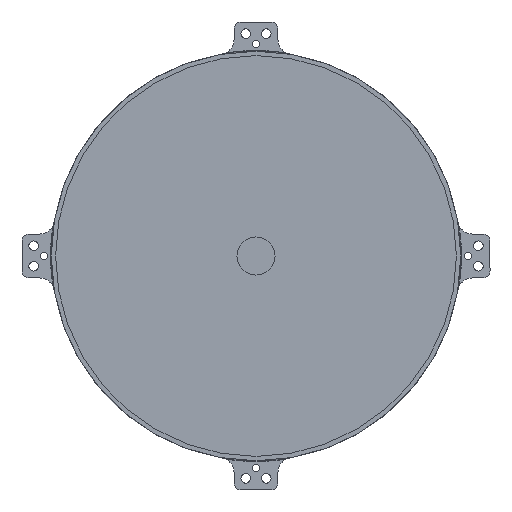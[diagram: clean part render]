
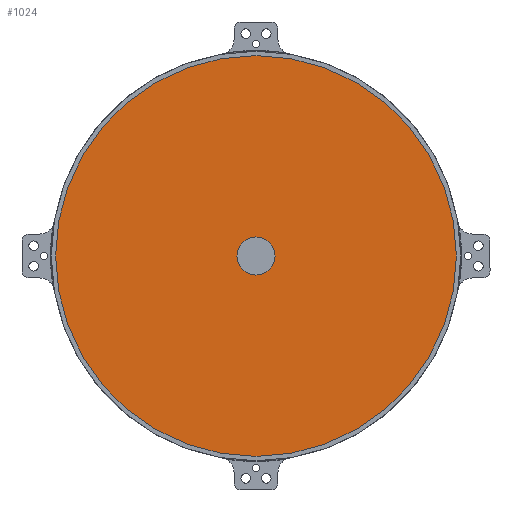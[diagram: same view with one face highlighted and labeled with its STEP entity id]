
A CAD part, front view. The second image highlights one B-rep face of the part: STEP entity #1024.
In plain terms, the highlighted planar face has unit normal (0, -1, 0).
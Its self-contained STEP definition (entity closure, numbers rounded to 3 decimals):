
#121 = VERTEX_POINT ( 'NONE', #374 ) ;
#222 = PLANE ( 'NONE',  #869 ) ;
#226 = EDGE_CURVE ( 'NONE', #1565, #2463, #2538, .T. ) ;
#236 = AXIS2_PLACEMENT_3D ( 'NONE', #1817, #781, #1277 ) ;
#301 = EDGE_CURVE ( 'NONE', #2463, #1565, #661, .T. ) ;
#330 = DIRECTION ( 'NONE',  ( 0., 0., 1. ) ) ;
#374 = CARTESIAN_POINT ( 'NONE',  ( 0., 0.5, -137. ) ) ;
#539 = ORIENTED_EDGE ( 'NONE', *, *, #301, .F. ) ;
#661 = CIRCLE ( 'NONE', #236, 13. ) ;
#745 = DIRECTION ( 'NONE',  ( 0., 0., 1. ) ) ;
#761 = EDGE_CURVE ( 'NONE', #2754, #121, #2545, .T. ) ;
#764 = AXIS2_PLACEMENT_3D ( 'NONE', #1465, #3219, #745 ) ;
#781 = DIRECTION ( 'NONE',  ( 0., -1., 0. ) ) ;
#838 = CARTESIAN_POINT ( 'NONE',  ( 0., 0.5, 0. ) ) ;
#846 = EDGE_LOOP ( 'NONE', ( #2009, #1004 ) ) ;
#869 = AXIS2_PLACEMENT_3D ( 'NONE', #1689, #2264, #1481 ) ;
#950 = CARTESIAN_POINT ( 'NONE',  ( 0., 0.5, 13. ) ) ;
#1004 = ORIENTED_EDGE ( 'NONE', *, *, #3226, .F. ) ;
#1024 = ADVANCED_FACE ( 'NONE', ( #2467, #2705 ), #222, .F. ) ;
#1135 = CARTESIAN_POINT ( 'NONE',  ( 0., 0.5, 137. ) ) ;
#1277 = DIRECTION ( 'NONE',  ( 0., 0., 1. ) ) ;
#1289 = DIRECTION ( 'NONE',  ( 0., 1., 0. ) ) ;
#1465 = CARTESIAN_POINT ( 'NONE',  ( 0., 0.5, 0. ) ) ;
#1481 = DIRECTION ( 'NONE',  ( 0., 0., 1. ) ) ;
#1565 = VERTEX_POINT ( 'NONE', #2021 ) ;
#1689 = CARTESIAN_POINT ( 'NONE',  ( 0., 0.5, 0. ) ) ;
#1693 = AXIS2_PLACEMENT_3D ( 'NONE', #838, #1289, #330 ) ;
#1817 = CARTESIAN_POINT ( 'NONE',  ( 0., 0.5, 0. ) ) ;
#2009 = ORIENTED_EDGE ( 'NONE', *, *, #761, .F. ) ;
#2021 = CARTESIAN_POINT ( 'NONE',  ( 0., 0.5, -13. ) ) ;
#2264 = DIRECTION ( 'NONE',  ( 0., 1., 0. ) ) ;
#2377 = DIRECTION ( 'NONE',  ( 0., 0., 1. ) ) ;
#2404 = ORIENTED_EDGE ( 'NONE', *, *, #226, .F. ) ;
#2413 = CARTESIAN_POINT ( 'NONE',  ( 0., 0.5, 0. ) ) ;
#2430 = DIRECTION ( 'NONE',  ( 0., 1., 0. ) ) ;
#2463 = VERTEX_POINT ( 'NONE', #950 ) ;
#2467 = FACE_OUTER_BOUND ( 'NONE', #846, .T. ) ;
#2538 = CIRCLE ( 'NONE', #764, 13. ) ;
#2545 = CIRCLE ( 'NONE', #1693, 137. ) ;
#2705 = FACE_BOUND ( 'NONE', #2935, .T. ) ;
#2754 = VERTEX_POINT ( 'NONE', #1135 ) ;
#2777 = CIRCLE ( 'NONE', #3027, 137. ) ;
#2935 = EDGE_LOOP ( 'NONE', ( #539, #2404 ) ) ;
#3027 = AXIS2_PLACEMENT_3D ( 'NONE', #2413, #2430, #2377 ) ;
#3219 = DIRECTION ( 'NONE',  ( 0., -1., 0. ) ) ;
#3226 = EDGE_CURVE ( 'NONE', #121, #2754, #2777, .T. ) ;
